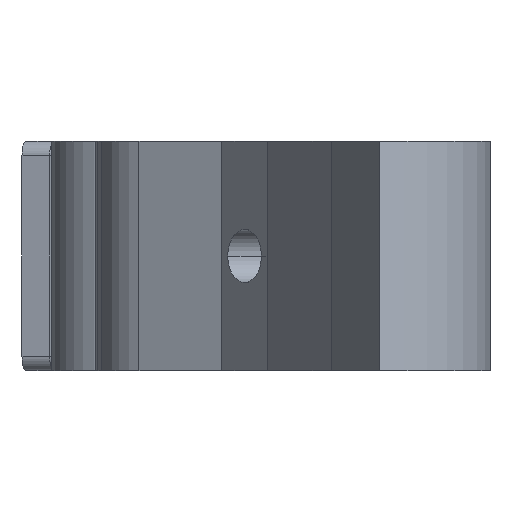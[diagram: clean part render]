
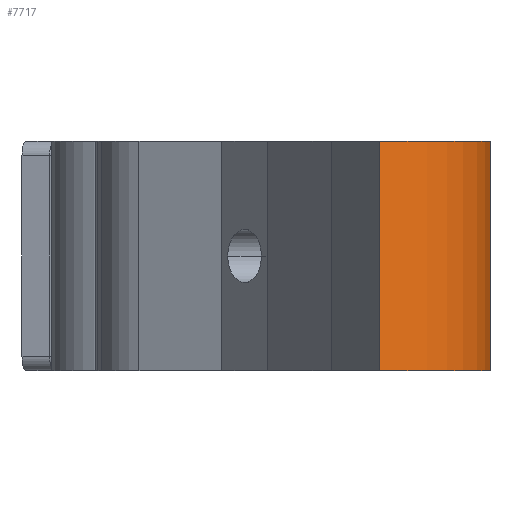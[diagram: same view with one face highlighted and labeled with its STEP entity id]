
A CAD part, left-side view. The second image highlights one B-rep face of the part: STEP entity #7717.
In plain terms, the highlighted cylindrical face has radius 10.475 mm (diameter 20.95 mm), a partial arc.
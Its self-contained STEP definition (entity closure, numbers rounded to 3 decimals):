
#19 = CIRCLE ( 'NONE', #1592, 10.475 ) ;
#103 = DIRECTION ( 'NONE',  ( 1., 0., 0. ) ) ;
#361 = VERTEX_POINT ( 'NONE', #9355 ) ;
#1468 = EDGE_CURVE ( 'NONE', #6195, #2095, #4814, .T. ) ;
#1592 = AXIS2_PLACEMENT_3D ( 'NONE', #2798, #8899, #3654 ) ;
#1727 = EDGE_LOOP ( 'NONE', ( #6052, #5328, #4817, #8366 ) ) ;
#1893 = DIRECTION ( 'NONE',  ( 1., 0., 0. ) ) ;
#2095 = VERTEX_POINT ( 'NONE', #10975 ) ;
#2166 = CARTESIAN_POINT ( 'NONE',  ( 8., 40.759, -116.351 ) ) ;
#2377 = DIRECTION ( 'NONE',  ( 1., 0., 0. ) ) ;
#2798 = CARTESIAN_POINT ( 'NONE',  ( -8., 35.521, -107.279 ) ) ;
#3496 = VERTEX_POINT ( 'NONE', #10597 ) ;
#3574 = DIRECTION ( 'NONE',  ( 0., 0., -1. ) ) ;
#3654 = DIRECTION ( 'NONE',  ( 0., 0., 1. ) ) ;
#3714 = DIRECTION ( 'NONE',  ( 0., 0., 1. ) ) ;
#4125 = CARTESIAN_POINT ( 'NONE',  ( -50.854, 44.593, -102.042 ) ) ;
#4814 = CIRCLE ( 'NONE', #5722, 10.475 ) ;
#4817 = ORIENTED_EDGE ( 'NONE', *, *, #7482, .T. ) ;
#5068 = FACE_OUTER_BOUND ( 'NONE', #1727, .T. ) ;
#5213 = VECTOR ( 'NONE', #2377, 1000. ) ;
#5328 = ORIENTED_EDGE ( 'NONE', *, *, #7190, .T. ) ;
#5411 = LINE ( 'NONE', #7118, #7193 ) ;
#5722 = AXIS2_PLACEMENT_3D ( 'NONE', #10691, #8956, #3714 ) ;
#6052 = ORIENTED_EDGE ( 'NONE', *, *, #9577, .F. ) ;
#6195 = VERTEX_POINT ( 'NONE', #2166 ) ;
#7118 = CARTESIAN_POINT ( 'NONE',  ( -8., 40.759, -116.351 ) ) ;
#7190 = EDGE_CURVE ( 'NONE', #361, #3496, #19, .T. ) ;
#7193 = VECTOR ( 'NONE', #1893, 1000. ) ;
#7482 = EDGE_CURVE ( 'NONE', #3496, #2095, #9846, .T. ) ;
#7717 = ADVANCED_FACE ( 'NONE', ( #5068 ), #9434, .T. ) ;
#8366 = ORIENTED_EDGE ( 'NONE', *, *, #1468, .F. ) ;
#8899 = DIRECTION ( 'NONE',  ( 1., 0., 0. ) ) ;
#8956 = DIRECTION ( 'NONE',  ( 1., 0., 0. ) ) ;
#9355 = CARTESIAN_POINT ( 'NONE',  ( -8., 40.759, -116.351 ) ) ;
#9434 = CYLINDRICAL_SURFACE ( 'NONE', #9943, 10.475 ) ;
#9577 = EDGE_CURVE ( 'NONE', #361, #6195, #5411, .T. ) ;
#9846 = LINE ( 'NONE', #4125, #5213 ) ;
#9943 = AXIS2_PLACEMENT_3D ( 'NONE', #10589, #103, #3574 ) ;
#10589 = CARTESIAN_POINT ( 'NONE',  ( -50.854, 35.521, -107.279 ) ) ;
#10597 = CARTESIAN_POINT ( 'NONE',  ( -8., 44.593, -102.042 ) ) ;
#10691 = CARTESIAN_POINT ( 'NONE',  ( 8., 35.521, -107.279 ) ) ;
#10975 = CARTESIAN_POINT ( 'NONE',  ( 8., 44.593, -102.042 ) ) ;
